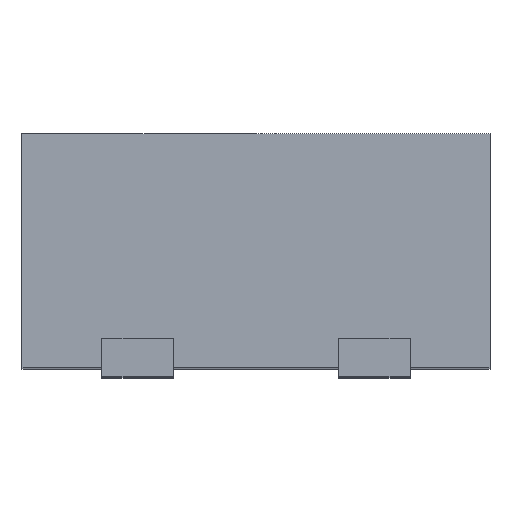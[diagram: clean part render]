
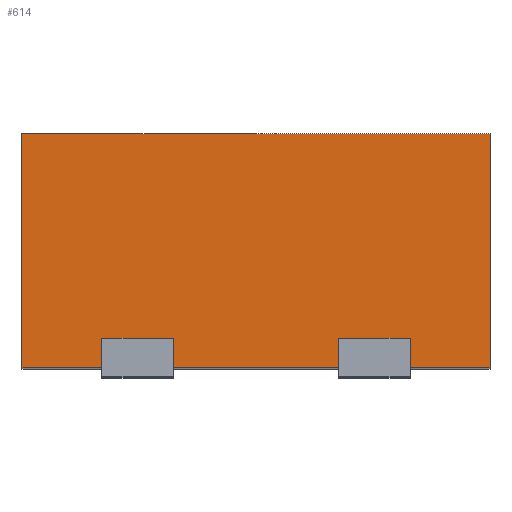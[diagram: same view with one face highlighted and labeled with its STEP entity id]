
A CAD part, top view. The second image highlights one B-rep face of the part: STEP entity #614.
In plain terms, the highlighted planar face has unit normal (0, 0, 1).
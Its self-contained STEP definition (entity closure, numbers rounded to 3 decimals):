
#34=PLANE('',#667);
#65=FACE_OUTER_BOUND('',#96,.T.);
#96=EDGE_LOOP('',(#469,#470,#471,#472,#473,#474,#475,#476,#477,#478,#479,
#480));
#137=LINE('',#905,#216);
#141=LINE('',#914,#220);
#144=LINE('',#920,#223);
#145=LINE('',#922,#224);
#146=LINE('',#924,#225);
#147=LINE('',#926,#226);
#148=LINE('',#928,#227);
#149=LINE('',#930,#228);
#150=LINE('',#931,#229);
#151=LINE('',#933,#230);
#152=LINE('',#935,#231);
#153=LINE('',#936,#232);
#216=VECTOR('',#738,10.);
#220=VECTOR('',#744,10.);
#223=VECTOR('',#749,10.);
#224=VECTOR('',#750,10.);
#225=VECTOR('',#751,10.);
#226=VECTOR('',#752,10.);
#227=VECTOR('',#753,10.);
#228=VECTOR('',#754,10.);
#229=VECTOR('',#755,10.);
#230=VECTOR('',#756,10.);
#231=VECTOR('',#757,10.);
#232=VECTOR('',#758,10.);
#307=VERTEX_POINT('',#902);
#308=VERTEX_POINT('',#904);
#311=VERTEX_POINT('',#911);
#312=VERTEX_POINT('',#913);
#314=VERTEX_POINT('',#919);
#315=VERTEX_POINT('',#921);
#316=VERTEX_POINT('',#923);
#317=VERTEX_POINT('',#925);
#318=VERTEX_POINT('',#927);
#319=VERTEX_POINT('',#929);
#320=VERTEX_POINT('',#932);
#321=VERTEX_POINT('',#934);
#369=EDGE_CURVE('',#308,#307,#137,.T.);
#373=EDGE_CURVE('',#312,#311,#141,.T.);
#376=EDGE_CURVE('',#307,#314,#144,.T.);
#377=EDGE_CURVE('',#314,#315,#145,.T.);
#378=EDGE_CURVE('',#316,#315,#146,.T.);
#379=EDGE_CURVE('',#317,#316,#147,.T.);
#380=EDGE_CURVE('',#317,#318,#148,.T.);
#381=EDGE_CURVE('',#318,#319,#149,.T.);
#382=EDGE_CURVE('',#319,#312,#150,.T.);
#383=EDGE_CURVE('',#311,#320,#151,.T.);
#384=EDGE_CURVE('',#320,#321,#152,.T.);
#385=EDGE_CURVE('',#321,#308,#153,.T.);
#469=ORIENTED_EDGE('',*,*,#376,.T.);
#470=ORIENTED_EDGE('',*,*,#377,.T.);
#471=ORIENTED_EDGE('',*,*,#378,.F.);
#472=ORIENTED_EDGE('',*,*,#379,.F.);
#473=ORIENTED_EDGE('',*,*,#380,.T.);
#474=ORIENTED_EDGE('',*,*,#381,.T.);
#475=ORIENTED_EDGE('',*,*,#382,.T.);
#476=ORIENTED_EDGE('',*,*,#373,.T.);
#477=ORIENTED_EDGE('',*,*,#383,.T.);
#478=ORIENTED_EDGE('',*,*,#384,.T.);
#479=ORIENTED_EDGE('',*,*,#385,.T.);
#480=ORIENTED_EDGE('',*,*,#369,.T.);
#614=ADVANCED_FACE('',(#65),#34,.T.);
#667=AXIS2_PLACEMENT_3D('',#918,#747,#748);
#738=DIRECTION('',(1.,0.,0.));
#744=DIRECTION('',(1.,0.,0.));
#747=DIRECTION('center_axis',(0.,0.,1.));
#748=DIRECTION('ref_axis',(0.,-1.,0.));
#749=DIRECTION('',(0.,-1.,0.));
#750=DIRECTION('',(1.,0.,0.));
#751=DIRECTION('',(0.,-1.,0.));
#752=DIRECTION('',(1.,0.,0.));
#753=DIRECTION('',(0.,-1.,0.));
#754=DIRECTION('',(1.,0.,0.));
#755=DIRECTION('',(0.,1.,0.));
#756=DIRECTION('',(0.,-1.,0.));
#757=DIRECTION('',(1.,0.,0.));
#758=DIRECTION('',(0.,1.,0.));
#902=CARTESIAN_POINT('',(6.55,0.5,0.));
#904=CARTESIAN_POINT('',(5.35,0.5,0.));
#905=CARTESIAN_POINT('',(2.975,0.5,0.));
#911=CARTESIAN_POINT('',(2.55,0.5,0.));
#913=CARTESIAN_POINT('',(1.35,0.5,0.));
#914=CARTESIAN_POINT('',(0.975,0.5,0.));
#918=CARTESIAN_POINT('Origin',(0.,3.95,0.));
#919=CARTESIAN_POINT('',(6.55,0.,0.));
#920=CARTESIAN_POINT('',(6.55,1.975,0.));
#921=CARTESIAN_POINT('',(7.9,0.,0.));
#922=CARTESIAN_POINT('',(0.,0.,0.));
#923=CARTESIAN_POINT('',(7.9,3.95,0.));
#924=CARTESIAN_POINT('',(7.9,3.95,0.));
#925=CARTESIAN_POINT('',(0.,3.95,0.));
#926=CARTESIAN_POINT('',(0.,3.95,0.));
#927=CARTESIAN_POINT('',(0.,0.,0.));
#928=CARTESIAN_POINT('',(0.,3.95,0.));
#929=CARTESIAN_POINT('',(1.35,0.,0.));
#930=CARTESIAN_POINT('',(0.,0.,0.));
#931=CARTESIAN_POINT('',(1.35,1.975,0.));
#932=CARTESIAN_POINT('',(2.55,0.,0.));
#933=CARTESIAN_POINT('',(2.55,1.975,0.));
#934=CARTESIAN_POINT('',(5.35,0.,0.));
#935=CARTESIAN_POINT('',(0.,0.,0.));
#936=CARTESIAN_POINT('',(5.35,1.975,0.));
